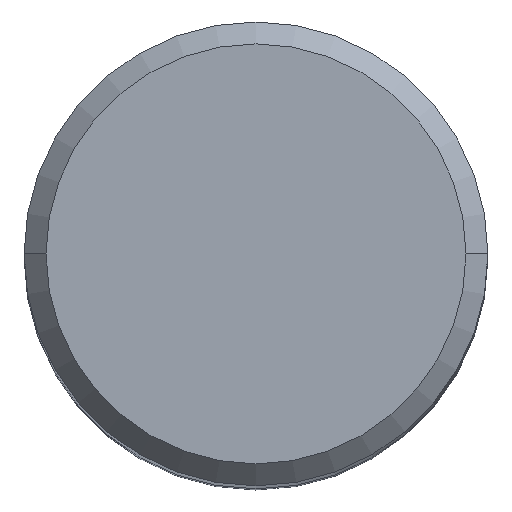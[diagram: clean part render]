
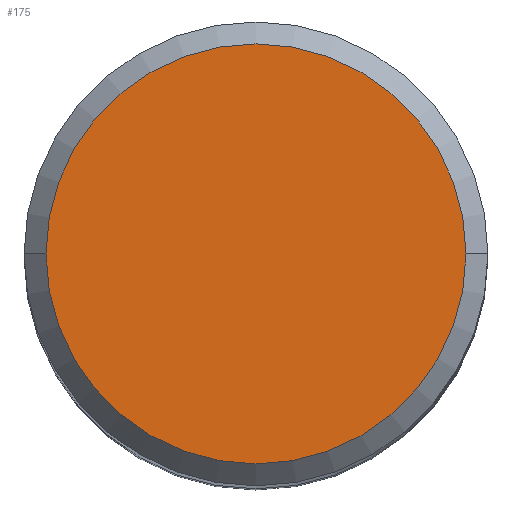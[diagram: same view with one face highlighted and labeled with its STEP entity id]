
A CAD part, top view. The second image highlights one B-rep face of the part: STEP entity #175.
In plain terms, the highlighted planar face has unit normal (0, 0, 1).
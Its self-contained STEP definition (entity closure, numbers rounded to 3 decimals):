
#88=PLANE('',#2070);
#175=ADVANCED_FACE('',(#324),#88,.T.);
#324=FACE_OUTER_BOUND('',#432,.T.);
#432=EDGE_LOOP('',(#734,#735,#736,#737));
#734=ORIENTED_EDGE('',*,*,#1239,.T.);
#735=ORIENTED_EDGE('',*,*,#1243,.T.);
#736=ORIENTED_EDGE('',*,*,#1242,.T.);
#737=ORIENTED_EDGE('',*,*,#1240,.T.);
#1038=VERTEX_POINT('',#3411);
#1039=VERTEX_POINT('',#3413);
#1040=VERTEX_POINT('',#3415);
#1041=VERTEX_POINT('',#3419);
#1239=EDGE_CURVE('',#1039,#1038,#1499,.T.);
#1240=EDGE_CURVE('',#1040,#1039,#1500,.T.);
#1242=EDGE_CURVE('',#1041,#1040,#1501,.T.);
#1243=EDGE_CURVE('',#1038,#1041,#1502,.T.);
#1499=CIRCLE('',#2064,11.5);
#1500=CIRCLE('',#2065,11.5);
#1501=CIRCLE('',#2067,11.5);
#1502=CIRCLE('',#2068,11.5);
#2064=AXIS2_PLACEMENT_3D('',#3412,#2586,#2587);
#2065=AXIS2_PLACEMENT_3D('',#3414,#2588,#2589);
#2067=AXIS2_PLACEMENT_3D('',#3418,#2593,#2594);
#2068=AXIS2_PLACEMENT_3D('',#3420,#2595,#2596);
#2070=AXIS2_PLACEMENT_3D('',#3422,#2599,#2600);
#2586=DIRECTION('',(0.,0.,1.));
#2587=DIRECTION('',(0.,-1.,0.));
#2588=DIRECTION('',(0.,0.,1.));
#2589=DIRECTION('',(-1.,0.,0.));
#2593=DIRECTION('',(0.,0.,1.));
#2594=DIRECTION('',(0.,1.,0.));
#2595=DIRECTION('',(0.,0.,1.));
#2596=DIRECTION('',(1.,0.,0.));
#2599=DIRECTION('',(0.,0.,1.));
#2600=DIRECTION('',(-1.,0.,0.));
#3411=CARTESIAN_POINT('',(11.5,0.,0.));
#3412=CARTESIAN_POINT('',(0.,0.,0.));
#3413=CARTESIAN_POINT('',(0.,-11.5,0.));
#3414=CARTESIAN_POINT('',(0.,0.,0.));
#3415=CARTESIAN_POINT('',(-11.5,0.,0.));
#3418=CARTESIAN_POINT('',(0.,0.,0.));
#3419=CARTESIAN_POINT('',(0.,11.5,0.));
#3420=CARTESIAN_POINT('',(0.,0.,0.));
#3422=CARTESIAN_POINT('',(0.,0.,0.));
